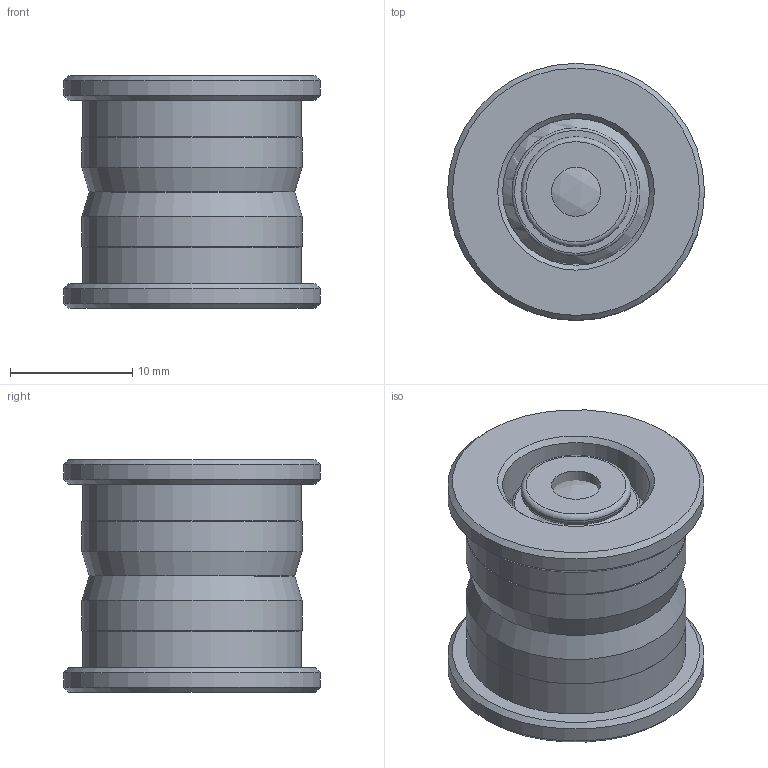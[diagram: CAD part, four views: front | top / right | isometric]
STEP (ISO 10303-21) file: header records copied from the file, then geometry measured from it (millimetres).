
FILE_DESCRIPTION(/* description */ (''),/* implementation_level */ '2;1');
FILE_NAME(/* name */ 'Panel_PTFE_v5.step',/* time_stamp */ '2024-03-04T20:08:32+01:00',/* author */ (''),/* organization */ (''),/* preprocessor_version */ 'ST-DEVELOPER v20',/* originating_system */ 'Autodesk Translation Framework v12.20.1.177',/* authorisation */ '');
FILE_SCHEMA (('AUTOMOTIVE_DESIGN { 1 0 10303 214 3 1 1 }'));
Length unit declared in the file: millimetre
Products named in the file (10): Panel Ball PTFE; housing_x2; Ball Joint; [a]_ball_joint; Ball Joint ECAS; [a]_ball_joint_ecas; ECAS; Seal; Main Body; Release Clip
Assembly tree (10 placements, depth 4):
  Panel Ball PTFE
    housing_x2  x2
    Ball Joint
      [a]_ball_joint
    Ball Joint ECAS
      [a]_ball_joint_ecas
      ECAS
        Seal
        Main Body
        Release Clip
Bounding box: 21 x 21 x 19 mm (x, y, z)
Volume: 3626.6 mm3; surface area: 5175.7 mm2
Topology: 7 solids, 7 shells, 67 faces, 135 edges, 84 vertices
Faces by surface type: cylinder 21, plane 20, cone 19, sphere 4, torus 3
Full cylindrical faces by diameter (mm): 4 x3, 4.4 x1, 5.6 x1, 6 x1, 8 x3, 8.4 x1, 8.47 x1, 9 x1, 10.45 x1, 12 x2, 17.9 x2, 18 x2, 21 x2
Entity records: 1727 total; most frequent: DIRECTION 319, CARTESIAN_POINT 242, ORIENTED_EDGE 202, AXIS2_PLACEMENT_3D 144, EDGE_CURVE 101, EDGE_LOOP 74, CIRCLE 70, VERTEX_POINT 67
